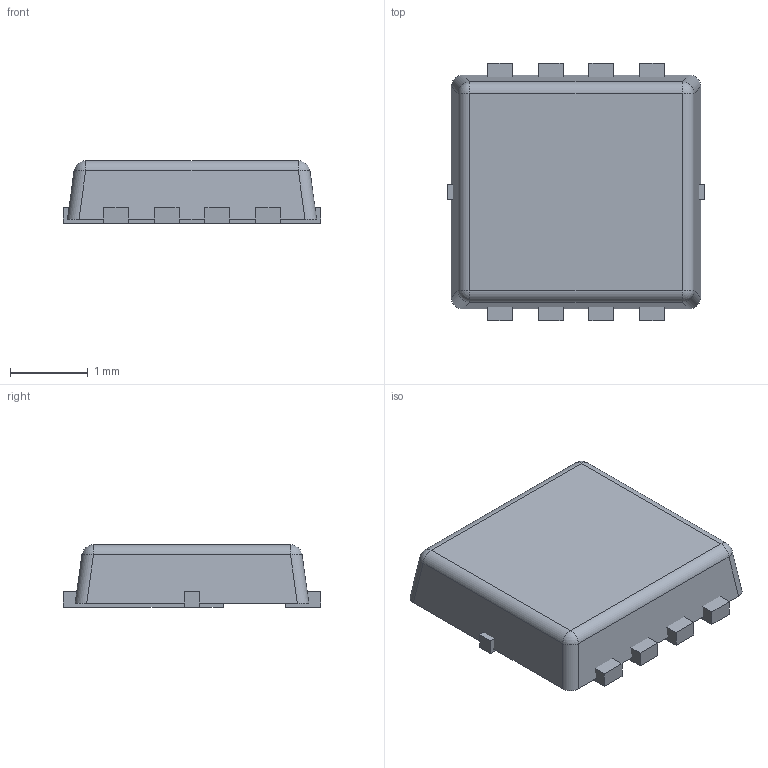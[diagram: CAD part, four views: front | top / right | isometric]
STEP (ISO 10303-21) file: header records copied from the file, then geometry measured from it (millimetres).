
FILE_DESCRIPTION( ( '' ), ' ' );
FILE_NAME( '5ccb14e6786d5014eee37df5.step', '2019-05-02T16:03:51', ( '' ), ( '' ), ' ', ' ', ' ' );
FILE_SCHEMA( ( 'AUTOMOTIVE_DESIGN { 1 0 10303 214 1 1 1 1 }' ) );
Length unit declared in the file: metre
Products named in the file (6): Part 6; Part 5; Part 4; Part 3; Part 2; Part 1
Bounding box: 3.3 x 3.3 x 0.8 mm (x, y, z)
Volume: 7.7 mm3; surface area: 40.2 mm2
Topology: 6 solids, 6 shells, 68 faces, 160 edges, 100 vertices
Faces by surface type: plane 56, cylinder 8, sphere 4
Entity records: 2490 total; most frequent: CARTESIAN_POINT 330, DIRECTION 320, ORIENTED_EDGE 312, EDGE_CURVE 156, LINE 140, VECTOR 140, VERTEX_POINT 100, AXIS2_PLACEMENT_3D 90
